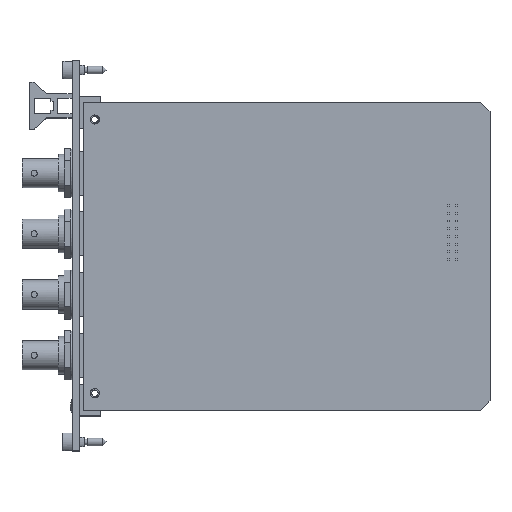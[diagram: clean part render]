
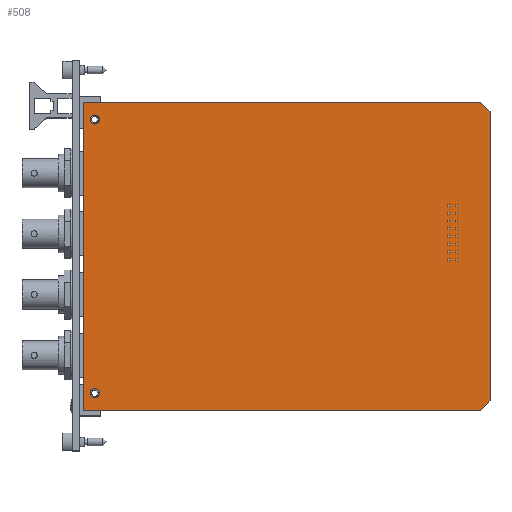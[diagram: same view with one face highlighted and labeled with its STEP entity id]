
A CAD part, top view. The second image highlights one B-rep face of the part: STEP entity #508.
In plain terms, the highlighted face is planar.
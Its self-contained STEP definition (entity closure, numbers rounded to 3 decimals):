
#152=CARTESIAN_POINT('',(-0.8,-45.085,-64.682));
#153=VERTEX_POINT('',#152);
#162=CARTESIAN_POINT('',(-0.8,-45.085,-61.682));
#163=VERTEX_POINT('',#162);
#164=CARTESIAN_POINT('',(-0.8,-45.085,-63.182));
#165=DIRECTION('',(1.0,0.0,0.0));
#166=DIRECTION('',(0.0,0.0,-1.0));
#167=AXIS2_PLACEMENT_3D('',#164,#165,#166);
#168=CIRCLE('',#167,1.5);
#169=EDGE_CURVE('',#163,#153,#168,.T.);
#194=CARTESIAN_POINT('',(-0.8,45.085,-64.683));
#195=VERTEX_POINT('',#194);
#204=CARTESIAN_POINT('',(-0.8,45.085,-61.683));
#205=VERTEX_POINT('',#204);
#206=CARTESIAN_POINT('',(-0.8,45.085,-63.183));
#207=DIRECTION('',(1.0,0.0,0.0));
#208=DIRECTION('',(0.0,0.0,-1.0));
#209=AXIS2_PLACEMENT_3D('',#206,#207,#208);
#210=CIRCLE('',#209,1.5);
#211=EDGE_CURVE('',#205,#195,#210,.T.);
#245=CARTESIAN_POINT('',(-0.8,45.085,-63.183));
#246=DIRECTION('',(1.0,0.0,0.0));
#247=DIRECTION('',(0.0,0.0,-1.0));
#248=AXIS2_PLACEMENT_3D('',#245,#246,#247);
#249=CIRCLE('',#248,1.5);
#250=EDGE_CURVE('',#195,#205,#249,.T.);
#269=CARTESIAN_POINT('',(-0.8,-45.085,-63.182));
#270=DIRECTION('',(1.0,0.0,0.0));
#271=DIRECTION('',(0.0,0.0,-1.0));
#272=AXIS2_PLACEMENT_3D('',#269,#270,#271);
#273=CIRCLE('',#272,1.5);
#274=EDGE_CURVE('',#153,#163,#273,.T.);
#294=CARTESIAN_POINT('',(-0.8,50.8,-66.993));
#295=VERTEX_POINT('',#294);
#302=CARTESIAN_POINT('',(-0.8,50.8,63.817));
#303=VERTEX_POINT('',#302);
#304=CARTESIAN_POINT('',(-0.8,50.8,63.817));
#305=DIRECTION('',(0.0,0.0,-1.0));
#306=VECTOR('',#305,130.81);
#307=LINE('',#304,#306);
#308=EDGE_CURVE('',#303,#295,#307,.T.);
#332=CARTESIAN_POINT('',(-0.8,-50.8,-66.992));
#333=VERTEX_POINT('',#332);
#340=CARTESIAN_POINT('',(-0.8,50.8,-66.993));
#341=DIRECTION('',(0.0,-1.0,0.0));
#342=VECTOR('',#341,101.6);
#343=LINE('',#340,#342);
#344=EDGE_CURVE('',#295,#333,#343,.T.);
#363=CARTESIAN_POINT('',(-0.8,-50.8,63.817));
#364=VERTEX_POINT('',#363);
#371=CARTESIAN_POINT('',(-0.8,-50.8,-66.992));
#372=DIRECTION('',(0.0,0.0,1.0));
#373=VECTOR('',#372,130.81);
#374=LINE('',#371,#373);
#375=EDGE_CURVE('',#333,#364,#374,.T.);
#394=CARTESIAN_POINT('',(-0.8,-47.625,66.993));
#395=VERTEX_POINT('',#394);
#402=CARTESIAN_POINT('',(-0.8,-50.8,63.817));
#403=DIRECTION('',(0.0,0.707,0.707));
#404=VECTOR('',#403,4.49);
#405=LINE('',#402,#404);
#406=EDGE_CURVE('',#364,#395,#405,.T.);
#425=CARTESIAN_POINT('',(-0.8,47.625,66.992));
#426=VERTEX_POINT('',#425);
#433=CARTESIAN_POINT('',(-0.8,-47.625,66.993));
#434=DIRECTION('',(0.0,1.0,0.0));
#435=VECTOR('',#434,95.25);
#436=LINE('',#433,#435);
#437=EDGE_CURVE('',#395,#426,#436,.T.);
#455=CARTESIAN_POINT('',(-0.8,47.625,66.992));
#456=DIRECTION('',(0.0,0.707,-0.707));
#457=VECTOR('',#456,4.49);
#458=LINE('',#455,#457);
#459=EDGE_CURVE('',#426,#303,#458,.T.);
#487=CARTESIAN_POINT('',(-0.8,0.,-0.542));
#488=DIRECTION('',(1.0,0.0,0.0));
#489=DIRECTION('',(0.0,0.0,-1.0));
#490=AXIS2_PLACEMENT_3D('',#487,#488,#489);
#491=PLANE('',#490);
#492=ORIENTED_EDGE('',*,*,#459,.T.);
#493=ORIENTED_EDGE('',*,*,#308,.T.);
#494=ORIENTED_EDGE('',*,*,#344,.T.);
#495=ORIENTED_EDGE('',*,*,#375,.T.);
#496=ORIENTED_EDGE('',*,*,#406,.T.);
#497=ORIENTED_EDGE('',*,*,#437,.T.);
#498=EDGE_LOOP('',(#492,#493,#494,#495,#496,#497));
#499=FACE_OUTER_BOUND('',#498,.T.);
#500=ORIENTED_EDGE('',*,*,#250,.T.);
#501=ORIENTED_EDGE('',*,*,#211,.T.);
#502=EDGE_LOOP('',(#500,#501));
#503=FACE_BOUND('',#502,.T.);
#504=ORIENTED_EDGE('',*,*,#274,.T.);
#505=ORIENTED_EDGE('',*,*,#169,.T.);
#506=EDGE_LOOP('',(#504,#505));
#507=FACE_BOUND('',#506,.T.);
#508=ADVANCED_FACE('',(#499,#503,#507),#491,.F.);
